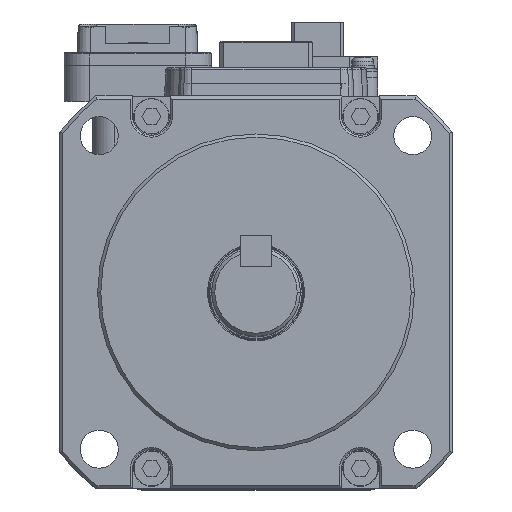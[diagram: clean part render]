
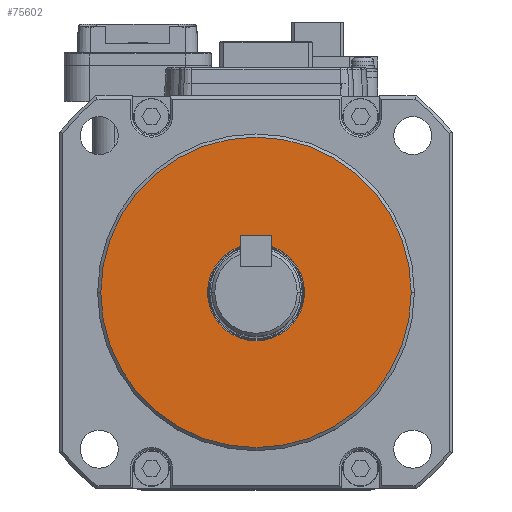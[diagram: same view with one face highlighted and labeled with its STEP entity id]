
A CAD part, top view. The second image highlights one B-rep face of the part: STEP entity #75602.
In plain terms, the highlighted planar face has unit normal (0, 0, 1).
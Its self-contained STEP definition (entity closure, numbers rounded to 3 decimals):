
#15162 = AXIS2_PLACEMENT_3D ( 'NONE', #18917, #18958, #18959 ) ;
#18899 = FACE_BOUND ( 'NONE', #21231, .T. ) ;
#18903 = PLANE ( 'NONE',  #15162 ) ;
#18917 = CARTESIAN_POINT ( 'NONE',  ( 0., 0., 29.5 ) ) ;
#18944 = FACE_OUTER_BOUND ( 'NONE', #50129, .T. ) ;
#18958 = DIRECTION ( 'NONE',  ( 0., 0., 1. ) ) ;
#18959 = DIRECTION ( 'NONE',  ( 1., 0., 0. ) ) ;
#21231 = EDGE_LOOP ( 'NONE', ( #40987, #40958 ) ) ;
#37281 = CARTESIAN_POINT ( 'NONE',  ( 24.5, 0., 29.5 ) ) ;
#38872 = CARTESIAN_POINT ( 'NONE',  ( -24.5, 0., 29.5 ) ) ;
#38909 = CARTESIAN_POINT ( 'NONE',  ( -7.65, 0., 29.5 ) ) ;
#38911 = CARTESIAN_POINT ( 'NONE',  ( 7.65, 0., 29.5 ) ) ;
#40958 = ORIENTED_EDGE ( 'NONE', *, *, #73296, .F. ) ;
#40977 = ORIENTED_EDGE ( 'NONE', *, *, #73193, .T. ) ;
#40987 = ORIENTED_EDGE ( 'NONE', *, *, #73028, .F. ) ;
#41063 = ORIENTED_EDGE ( 'NONE', *, *, #72940, .T. ) ;
#50129 = EDGE_LOOP ( 'NONE', ( #40977, #41063 ) ) ;
#56693 = VERTEX_POINT ( 'NONE', #37281 ) ;
#56759 = VERTEX_POINT ( 'NONE', #38909 ) ;
#56761 = VERTEX_POINT ( 'NONE', #38872 ) ;
#56770 = VERTEX_POINT ( 'NONE', #38911 ) ;
#72940 = EDGE_CURVE ( 'NONE', #56693, #56761, #86528, .T. ) ;
#73028 = EDGE_CURVE ( 'NONE', #56759, #56770, #86664, .T. ) ;
#73193 = EDGE_CURVE ( 'NONE', #56761, #56693, #94031, .T. ) ;
#73296 = EDGE_CURVE ( 'NONE', #56770, #56759, #94122, .T. ) ;
#75602 = ADVANCED_FACE ( 'NONE', ( #18944, #18899 ), #18903, .T. ) ;
#86519 = AXIS2_PLACEMENT_3D ( 'NONE', #91290, #91293, #91296 ) ;
#86528 = CIRCLE ( 'NONE', #86519, 24.5 ) ;
#86664 = CIRCLE ( 'NONE', #86679, 7.65 ) ;
#86679 = AXIS2_PLACEMENT_3D ( 'NONE', #92241, #92247, #92265 ) ;
#91290 = CARTESIAN_POINT ( 'NONE',  ( 0., 0., 29.5 ) ) ;
#91293 = DIRECTION ( 'NONE',  ( 0., 0., 1. ) ) ;
#91296 = DIRECTION ( 'NONE',  ( 1., 0., 0. ) ) ;
#92241 = CARTESIAN_POINT ( 'NONE',  ( 0., 0., 29.5 ) ) ;
#92247 = DIRECTION ( 'NONE',  ( 0., 0., 1. ) ) ;
#92265 = DIRECTION ( 'NONE',  ( 1., 0., 0. ) ) ;
#92642 = DIRECTION ( 'NONE',  ( 0., 0., 1. ) ) ;
#92657 = DIRECTION ( 'NONE',  ( 1., 0., 0. ) ) ;
#92690 = CARTESIAN_POINT ( 'NONE',  ( 0., 0., 29.5 ) ) ;
#92860 = DIRECTION ( 'NONE',  ( 0., 0., 1. ) ) ;
#92893 = DIRECTION ( 'NONE',  ( 1., 0., 0. ) ) ;
#92897 = CARTESIAN_POINT ( 'NONE',  ( 0., 0., 29.5 ) ) ;
#94013 = AXIS2_PLACEMENT_3D ( 'NONE', #92690, #92642, #92657 ) ;
#94031 = CIRCLE ( 'NONE', #94013, 24.5 ) ;
#94122 = CIRCLE ( 'NONE', #94155, 7.65 ) ;
#94155 = AXIS2_PLACEMENT_3D ( 'NONE', #92897, #92860, #92893 ) ;
